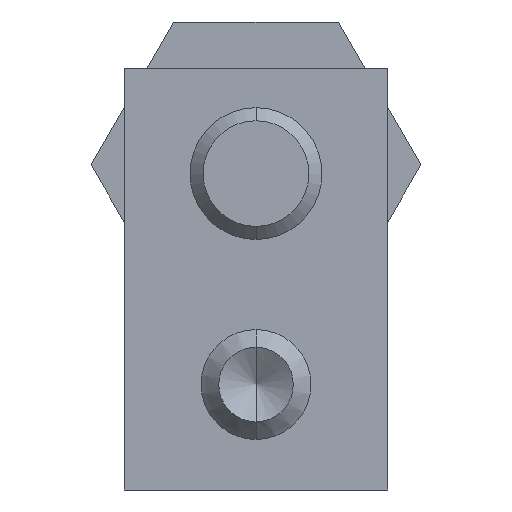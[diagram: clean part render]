
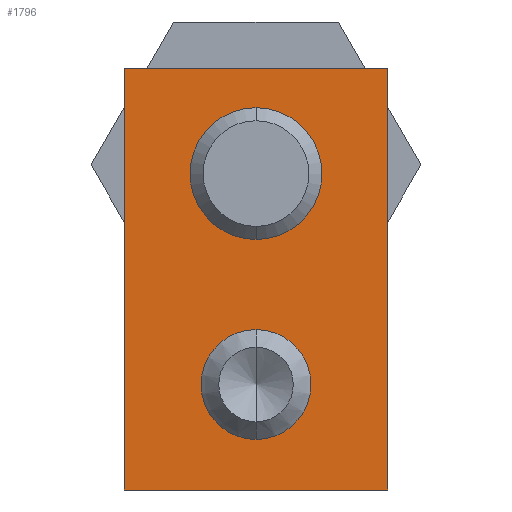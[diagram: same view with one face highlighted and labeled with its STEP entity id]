
A CAD part, front view. The second image highlights one B-rep face of the part: STEP entity #1796.
In plain terms, the highlighted planar face has unit normal (0, -1, 0).
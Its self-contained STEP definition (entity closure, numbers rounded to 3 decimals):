
#60 = DIRECTION ( 'NONE',  ( 0., 1., 0. ) ) ;
#93 = CARTESIAN_POINT ( 'NONE',  ( 9.525, 0., 15.24 ) ) ;
#97 = VERTEX_POINT ( 'NONE', #513 ) ;
#141 = VERTEX_POINT ( 'NONE', #776 ) ;
#155 = ORIENTED_EDGE ( 'NONE', *, *, #472, .T. ) ;
#165 = ORIENTED_EDGE ( 'NONE', *, *, #2065, .T. ) ;
#223 = DIRECTION ( 'NONE',  ( 0., 0., -1. ) ) ;
#231 = EDGE_CURVE ( 'NONE', #1123, #697, #1828, .T. ) ;
#249 = CARTESIAN_POINT ( 'NONE',  ( -9.525, 0., 15.24 ) ) ;
#261 = DIRECTION ( 'NONE',  ( 0., 1., 0. ) ) ;
#435 = EDGE_CURVE ( 'NONE', #141, #2529, #1687, .T. ) ;
#472 = EDGE_CURVE ( 'NONE', #2383, #2305, #627, .T. ) ;
#513 = CARTESIAN_POINT ( 'NONE',  ( 9.525, 0., -15.24 ) ) ;
#602 = VERTEX_POINT ( 'NONE', #93 ) ;
#606 = ORIENTED_EDGE ( 'NONE', *, *, #435, .T. ) ;
#627 = CIRCLE ( 'NONE', #1667, 3.969 ) ;
#654 = CARTESIAN_POINT ( 'NONE',  ( -9.525, 0., 15.24 ) ) ;
#663 = DIRECTION ( 'NONE',  ( 1., 0., 0. ) ) ;
#664 = DIRECTION ( 'NONE',  ( 0., 1., 0. ) ) ;
#679 = LINE ( 'NONE', #1511, #2233 ) ;
#691 = EDGE_LOOP ( 'NONE', ( #165, #606 ) ) ;
#697 = VERTEX_POINT ( 'NONE', #1514 ) ;
#708 = VECTOR ( 'NONE', #223, 1000. ) ;
#776 = CARTESIAN_POINT ( 'NONE',  ( 0., 0., 3.651 ) ) ;
#797 = CARTESIAN_POINT ( 'NONE',  ( -9.525, 0., 15.24 ) ) ;
#845 = AXIS2_PLACEMENT_3D ( 'NONE', #1182, #2609, #1389 ) ;
#958 = CARTESIAN_POINT ( 'NONE',  ( 0., 0., -3.651 ) ) ;
#1013 = DIRECTION ( 'NONE',  ( 0., 1., 0. ) ) ;
#1042 = VECTOR ( 'NONE', #663, 1000. ) ;
#1118 = EDGE_CURVE ( 'NONE', #697, #97, #2106, .T. ) ;
#1123 = VERTEX_POINT ( 'NONE', #249 ) ;
#1148 = ORIENTED_EDGE ( 'NONE', *, *, #1885, .F. ) ;
#1180 = CARTESIAN_POINT ( 'NONE',  ( 0., 0., 11.589 ) ) ;
#1182 = CARTESIAN_POINT ( 'NONE',  ( 0., 0., -7.62 ) ) ;
#1264 = DIRECTION ( 'NONE',  ( 0., 0., -1. ) ) ;
#1268 = CARTESIAN_POINT ( 'NONE',  ( 0., 0., -7.62 ) ) ;
#1378 = FACE_OUTER_BOUND ( 'NONE', #1409, .T. ) ;
#1389 = DIRECTION ( 'NONE',  ( 0., 0., 1. ) ) ;
#1393 = ORIENTED_EDGE ( 'NONE', *, *, #1118, .T. ) ;
#1394 = ORIENTED_EDGE ( 'NONE', *, *, #1693, .T. ) ;
#1409 = EDGE_LOOP ( 'NONE', ( #1393, #1148, #1576, #2372 ) ) ;
#1410 = AXIS2_PLACEMENT_3D ( 'NONE', #1865, #664, #2082 ) ;
#1467 = CARTESIAN_POINT ( 'NONE',  ( -9.525, 0., -15.24 ) ) ;
#1477 = DIRECTION ( 'NONE',  ( 0., 0., 1. ) ) ;
#1482 = CARTESIAN_POINT ( 'NONE',  ( 0., 0., 7.62 ) ) ;
#1511 = CARTESIAN_POINT ( 'NONE',  ( -9.525, 0., 15.24 ) ) ;
#1514 = CARTESIAN_POINT ( 'NONE',  ( -9.525, 0., -15.24 ) ) ;
#1530 = CARTESIAN_POINT ( 'NONE',  ( 0., 0., -11.589 ) ) ;
#1576 = ORIENTED_EDGE ( 'NONE', *, *, #2203, .F. ) ;
#1598 = AXIS2_PLACEMENT_3D ( 'NONE', #1482, #261, #1673 ) ;
#1667 = AXIS2_PLACEMENT_3D ( 'NONE', #1268, #60, #1477 ) ;
#1673 = DIRECTION ( 'NONE',  ( 0., 0., 1. ) ) ;
#1687 = CIRCLE ( 'NONE', #1410, 3.969 ) ;
#1693 = EDGE_CURVE ( 'NONE', #2305, #2383, #2235, .T. ) ;
#1706 = DIRECTION ( 'NONE',  ( 1., 0., 0. ) ) ;
#1796 = ADVANCED_FACE ( 'NONE', ( #2389, #1906, #1378 ), #2221, .F. ) ;
#1828 = LINE ( 'NONE', #654, #2179 ) ;
#1865 = CARTESIAN_POINT ( 'NONE',  ( 0., 0., 7.62 ) ) ;
#1885 = EDGE_CURVE ( 'NONE', #602, #97, #2321, .T. ) ;
#1906 = FACE_BOUND ( 'NONE', #691, .T. ) ;
#2064 = AXIS2_PLACEMENT_3D ( 'NONE', #797, #1013, #2420 ) ;
#2065 = EDGE_CURVE ( 'NONE', #2529, #141, #2549, .T. ) ;
#2082 = DIRECTION ( 'NONE',  ( 0., 0., 1. ) ) ;
#2106 = LINE ( 'NONE', #1467, #1042 ) ;
#2179 = VECTOR ( 'NONE', #1264, 1000. ) ;
#2203 = EDGE_CURVE ( 'NONE', #1123, #602, #679, .T. ) ;
#2221 = PLANE ( 'NONE',  #2064 ) ;
#2233 = VECTOR ( 'NONE', #1706, 1000. ) ;
#2235 = CIRCLE ( 'NONE', #845, 3.969 ) ;
#2294 = EDGE_LOOP ( 'NONE', ( #155, #1394 ) ) ;
#2305 = VERTEX_POINT ( 'NONE', #1530 ) ;
#2321 = LINE ( 'NONE', #2433, #708 ) ;
#2372 = ORIENTED_EDGE ( 'NONE', *, *, #231, .T. ) ;
#2383 = VERTEX_POINT ( 'NONE', #958 ) ;
#2389 = FACE_BOUND ( 'NONE', #2294, .T. ) ;
#2420 = DIRECTION ( 'NONE',  ( 0., 0., 1. ) ) ;
#2433 = CARTESIAN_POINT ( 'NONE',  ( 9.525, 0., 15.24 ) ) ;
#2529 = VERTEX_POINT ( 'NONE', #1180 ) ;
#2549 = CIRCLE ( 'NONE', #1598, 3.969 ) ;
#2609 = DIRECTION ( 'NONE',  ( 0., 1., 0. ) ) ;
